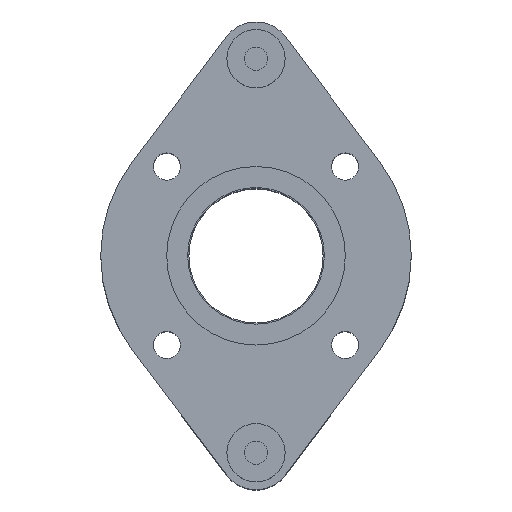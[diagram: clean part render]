
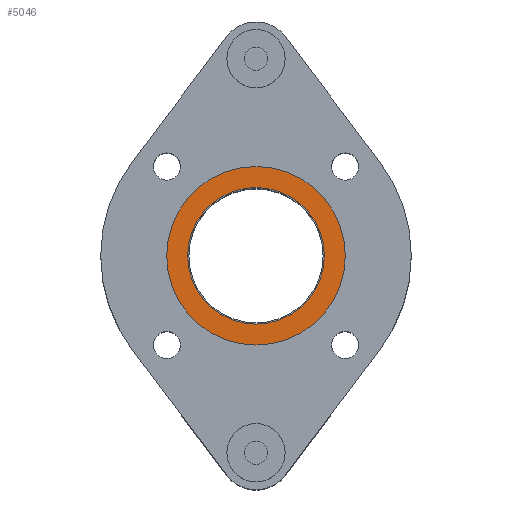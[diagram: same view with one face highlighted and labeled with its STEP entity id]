
A CAD part, top view. The second image highlights one B-rep face of the part: STEP entity #5046.
In plain terms, the highlighted planar face has unit normal (0, 0, 1).
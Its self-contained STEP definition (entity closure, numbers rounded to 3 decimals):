
#208 = EDGE_CURVE ( 'NONE', #28863, #19168, #24301, .T. ) ;
#1209 = CIRCLE ( 'NONE', #30007, 46. ) ;
#1350 = CARTESIAN_POINT ( 'NONE',  ( 0., 0., 0.6 ) ) ;
#1747 = EDGE_CURVE ( 'NONE', #19168, #28863, #4482, .T. ) ;
#2389 = DIRECTION ( 'NONE',  ( 0., 0., 1. ) ) ;
#3736 = DIRECTION ( 'NONE',  ( 0., 0., 1. ) ) ;
#3816 = ORIENTED_EDGE ( 'NONE', *, *, #15234, .T. ) ;
#4482 = CIRCLE ( 'NONE', #22820, 35.2 ) ;
#4486 = ORIENTED_EDGE ( 'NONE', *, *, #208, .F. ) ;
#5046 = ADVANCED_FACE ( 'NONE', ( #6193, #16530 ), #26529, .T. ) ;
#5636 = CARTESIAN_POINT ( 'NONE',  ( 0., 0., 0.6 ) ) ;
#6193 = FACE_OUTER_BOUND ( 'NONE', #27158, .T. ) ;
#6901 = EDGE_CURVE ( 'NONE', #22707, #29211, #27301, .T. ) ;
#9081 = AXIS2_PLACEMENT_3D ( 'NONE', #26212, #3736, #14071 ) ;
#9548 = DIRECTION ( 'NONE',  ( 1., 0., 0. ) ) ;
#9730 = CARTESIAN_POINT ( 'NONE',  ( 0., 0., 0.6 ) ) ;
#10245 = DIRECTION ( 'NONE',  ( 1., 0., 0. ) ) ;
#10256 = CARTESIAN_POINT ( 'NONE',  ( 0., 0., 0.6 ) ) ;
#11685 = CARTESIAN_POINT ( 'NONE',  ( 46., 0., 0.6 ) ) ;
#13169 = AXIS2_PLACEMENT_3D ( 'NONE', #10256, #2389, #17486 ) ;
#13279 = ORIENTED_EDGE ( 'NONE', *, *, #6901, .T. ) ;
#14071 = DIRECTION ( 'NONE',  ( 1., 0., 0. ) ) ;
#15234 = EDGE_CURVE ( 'NONE', #29211, #22707, #1209, .T. ) ;
#16530 = FACE_BOUND ( 'NONE', #19332, .T. ) ;
#17486 = DIRECTION ( 'NONE',  ( 1., 0., 0. ) ) ;
#19168 = VERTEX_POINT ( 'NONE', #26641 ) ;
#19332 = EDGE_LOOP ( 'NONE', ( #30904, #4486 ) ) ;
#22707 = VERTEX_POINT ( 'NONE', #26527 ) ;
#22820 = AXIS2_PLACEMENT_3D ( 'NONE', #5636, #23197, #10245 ) ;
#23197 = DIRECTION ( 'NONE',  ( 0., 0., 1. ) ) ;
#24301 = CIRCLE ( 'NONE', #26377, 35.2 ) ;
#26212 = CARTESIAN_POINT ( 'NONE',  ( 0., 0., 0.6 ) ) ;
#26377 = AXIS2_PLACEMENT_3D ( 'NONE', #1350, #31675, #9548 ) ;
#26527 = CARTESIAN_POINT ( 'NONE',  ( -46., 0., 0.6 ) ) ;
#26529 = PLANE ( 'NONE',  #9081 ) ;
#26641 = CARTESIAN_POINT ( 'NONE',  ( 35.2, 0., 0.6 ) ) ;
#27158 = EDGE_LOOP ( 'NONE', ( #13279, #3816 ) ) ;
#27301 = CIRCLE ( 'NONE', #13169, 46. ) ;
#28504 = CARTESIAN_POINT ( 'NONE',  ( -35.2, 0., 0.6 ) ) ;
#28863 = VERTEX_POINT ( 'NONE', #28504 ) ;
#29211 = VERTEX_POINT ( 'NONE', #11685 ) ;
#29387 = DIRECTION ( 'NONE',  ( 1., 0., 0. ) ) ;
#29884 = DIRECTION ( 'NONE',  ( 0., 0., 1. ) ) ;
#30007 = AXIS2_PLACEMENT_3D ( 'NONE', #9730, #29884, #29387 ) ;
#30904 = ORIENTED_EDGE ( 'NONE', *, *, #1747, .F. ) ;
#31675 = DIRECTION ( 'NONE',  ( 0., 0., 1. ) ) ;
